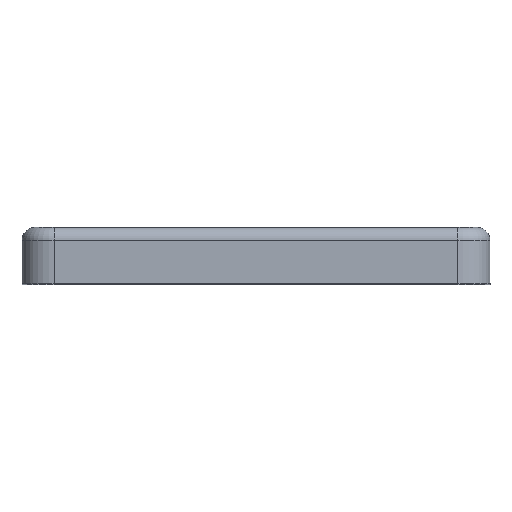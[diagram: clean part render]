
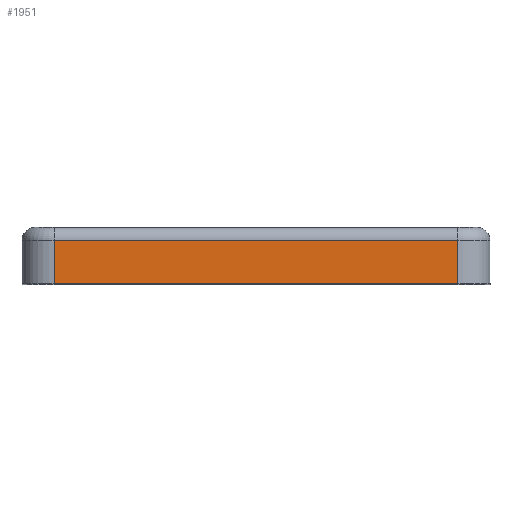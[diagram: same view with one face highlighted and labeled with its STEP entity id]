
A CAD part, top view. The second image highlights one B-rep face of the part: STEP entity #1951.
In plain terms, the highlighted planar face has unit normal (0, 0, 1).
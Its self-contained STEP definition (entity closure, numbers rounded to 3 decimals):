
#31 = VERTEX_POINT ( 'NONE', #2294 ) ;
#92 = VERTEX_POINT ( 'NONE', #536 ) ;
#122 = CARTESIAN_POINT ( 'NONE',  ( -12.55, 0., 17.65 ) ) ;
#256 = EDGE_CURVE ( 'NONE', #31, #92, #394, .T. ) ;
#394 = LINE ( 'NONE', #2185, #1919 ) ;
#395 = CARTESIAN_POINT ( 'NONE',  ( -12.55, -3.5, 17.65 ) ) ;
#407 = CARTESIAN_POINT ( 'NONE',  ( -12.55, -3.5, 17.65 ) ) ;
#431 = DIRECTION ( 'NONE',  ( 0., -1., 0. ) ) ;
#521 = VECTOR ( 'NONE', #682, 1000. ) ;
#536 = CARTESIAN_POINT ( 'NONE',  ( 12.55, -3.5, 17.65 ) ) ;
#621 = DIRECTION ( 'NONE',  ( 1., 0., 0. ) ) ;
#682 = DIRECTION ( 'NONE',  ( 0., -1., 0. ) ) ;
#760 = DIRECTION ( 'NONE',  ( 0., 0., 1. ) ) ;
#832 = ORIENTED_EDGE ( 'NONE', *, *, #907, .T. ) ;
#907 = EDGE_CURVE ( 'NONE', #925, #92, #1013, .T. ) ;
#925 = VERTEX_POINT ( 'NONE', #395 ) ;
#967 = CARTESIAN_POINT ( 'NONE',  ( -12.55, -0.8, 17.65 ) ) ;
#1010 = CARTESIAN_POINT ( 'NONE',  ( -12.55, -0.8, 17.65 ) ) ;
#1013 = LINE ( 'NONE', #407, #2097 ) ;
#1016 = EDGE_LOOP ( 'NONE', ( #832, #1201, #2518, #1637 ) ) ;
#1151 = DIRECTION ( 'NONE',  ( 0., -1., 0. ) ) ;
#1192 = DIRECTION ( 'NONE',  ( 1., 0., 0. ) ) ;
#1201 = ORIENTED_EDGE ( 'NONE', *, *, #256, .F. ) ;
#1302 = AXIS2_PLACEMENT_3D ( 'NONE', #2298, #760, #1151 ) ;
#1336 = FACE_OUTER_BOUND ( 'NONE', #1016, .T. ) ;
#1361 = PLANE ( 'NONE',  #1302 ) ;
#1469 = EDGE_CURVE ( 'NONE', #1970, #31, #2031, .T. ) ;
#1637 = ORIENTED_EDGE ( 'NONE', *, *, #1741, .T. ) ;
#1741 = EDGE_CURVE ( 'NONE', #1970, #925, #2245, .T. ) ;
#1912 = VECTOR ( 'NONE', #621, 1000. ) ;
#1919 = VECTOR ( 'NONE', #431, 1000. ) ;
#1951 = ADVANCED_FACE ( 'NONE', ( #1336 ), #1361, .T. ) ;
#1970 = VERTEX_POINT ( 'NONE', #967 ) ;
#2031 = LINE ( 'NONE', #1010, #1912 ) ;
#2097 = VECTOR ( 'NONE', #1192, 1000. ) ;
#2185 = CARTESIAN_POINT ( 'NONE',  ( 12.55, 0., 17.65 ) ) ;
#2245 = LINE ( 'NONE', #122, #521 ) ;
#2294 = CARTESIAN_POINT ( 'NONE',  ( 12.55, -0.8, 17.65 ) ) ;
#2298 = CARTESIAN_POINT ( 'NONE',  ( -12.55, 0., 17.65 ) ) ;
#2518 = ORIENTED_EDGE ( 'NONE', *, *, #1469, .F. ) ;
